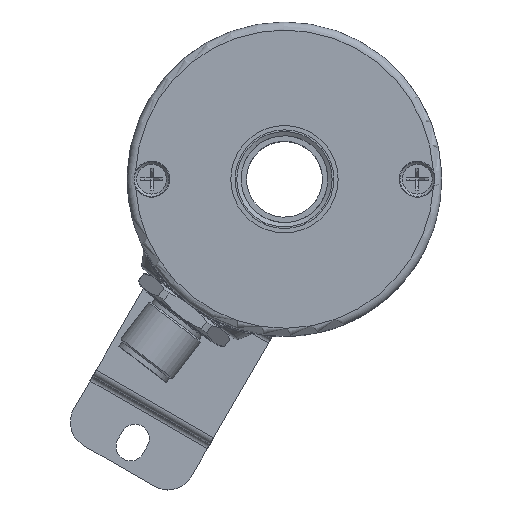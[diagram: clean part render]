
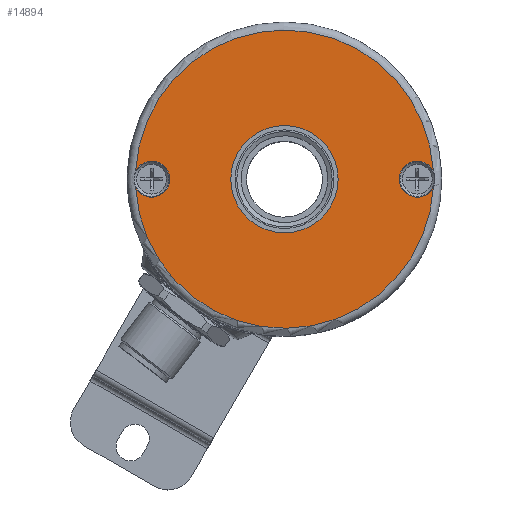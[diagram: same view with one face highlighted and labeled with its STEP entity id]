
A CAD part, top view. The second image highlights one B-rep face of the part: STEP entity #14894.
In plain terms, the highlighted planar face has unit normal (0, 0, 1).
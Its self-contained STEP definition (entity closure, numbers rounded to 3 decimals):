
#13962=CARTESIAN_POINT('',(0.,9.9,38.));
#13963=VERTEX_POINT('',#13962);
#13964=CARTESIAN_POINT('',(0.,0.,38.));
#13965=DIRECTION('',(0.0,0.0,1.0));
#13966=DIRECTION('',(0.0,1.0,0.0));
#13967=AXIS2_PLACEMENT_3D('',#13964,#13965,#13966);
#13968=CIRCLE('',#13967,9.9);
#13969=EDGE_CURVE('',#13963,#13963,#13968,.T.);
#14711=CARTESIAN_POINT('',(-27.457,1.538,38.));
#14712=VERTEX_POINT('',#14711);
#14713=CARTESIAN_POINT('',(-27.457,-1.538,38.));
#14714=VERTEX_POINT('',#14713);
#14743=CARTESIAN_POINT('',(-24.5,0.,38.));
#14744=DIRECTION('',(0.0,0.0,1.0));
#14745=DIRECTION('',(1.0,0.0,0.0));
#14746=AXIS2_PLACEMENT_3D('',#14743,#14744,#14745);
#14747=CIRCLE('',#14746,3.333);
#14748=EDGE_CURVE('',#14714,#14712,#14747,.T.);
#14759=CARTESIAN_POINT('',(27.457,1.538,38.));
#14760=VERTEX_POINT('',#14759);
#14761=CARTESIAN_POINT('',(0.,0.,38.));
#14762=DIRECTION('',(0.0,0.0,-1.0));
#14763=DIRECTION('',(0.609,0.793,0.0));
#14764=AXIS2_PLACEMENT_3D('',#14761,#14762,#14763);
#14765=CIRCLE('',#14764,27.5);
#14766=EDGE_CURVE('',#14712,#14760,#14765,.T.);
#14768=CARTESIAN_POINT('',(27.457,-1.538,38.));
#14769=VERTEX_POINT('',#14768);
#14798=CARTESIAN_POINT('',(-16.741,-21.817,38.));
#14799=VERTEX_POINT('',#14798);
#14800=CARTESIAN_POINT('',(0.,0.,38.));
#14801=DIRECTION('',(0.0,0.0,-1.0));
#14802=DIRECTION('',(0.609,0.793,0.0));
#14803=AXIS2_PLACEMENT_3D('',#14800,#14801,#14802);
#14804=CIRCLE('',#14803,27.5);
#14805=EDGE_CURVE('',#14769,#14799,#14804,.T.);
#14807=CARTESIAN_POINT('',(0.,0.,38.));
#14808=DIRECTION('',(0.0,0.0,-1.0));
#14809=DIRECTION('',(0.609,0.793,0.0));
#14810=AXIS2_PLACEMENT_3D('',#14807,#14808,#14809);
#14811=CIRCLE('',#14810,27.5);
#14812=EDGE_CURVE('',#14799,#14714,#14811,.T.);
#14857=CARTESIAN_POINT('',(24.5,0.,38.));
#14858=DIRECTION('',(0.0,0.0,1.0));
#14859=DIRECTION('',(-1.0,0.0,0.0));
#14860=AXIS2_PLACEMENT_3D('',#14857,#14858,#14859);
#14861=CIRCLE('',#14860,3.333);
#14862=EDGE_CURVE('',#14760,#14769,#14861,.T.);
#14879=CARTESIAN_POINT('',(0.,0.,38.));
#14880=DIRECTION('',(0.0,0.0,-1.0));
#14881=DIRECTION('',(-1.0,0.0,0.0));
#14882=AXIS2_PLACEMENT_3D('',#14879,#14880,#14881);
#14883=PLANE('',#14882);
#14884=ORIENTED_EDGE('',*,*,#14748,.F.);
#14885=ORIENTED_EDGE('',*,*,#14812,.F.);
#14886=ORIENTED_EDGE('',*,*,#14805,.F.);
#14887=ORIENTED_EDGE('',*,*,#14862,.F.);
#14888=ORIENTED_EDGE('',*,*,#14766,.F.);
#14889=EDGE_LOOP('',(#14884,#14885,#14886,#14887,#14888));
#14890=FACE_OUTER_BOUND('',#14889,.T.);
#14891=ORIENTED_EDGE('',*,*,#13969,.F.);
#14892=EDGE_LOOP('',(#14891));
#14893=FACE_BOUND('',#14892,.T.);
#14894=ADVANCED_FACE('',(#14890,#14893),#14883,.F.);
